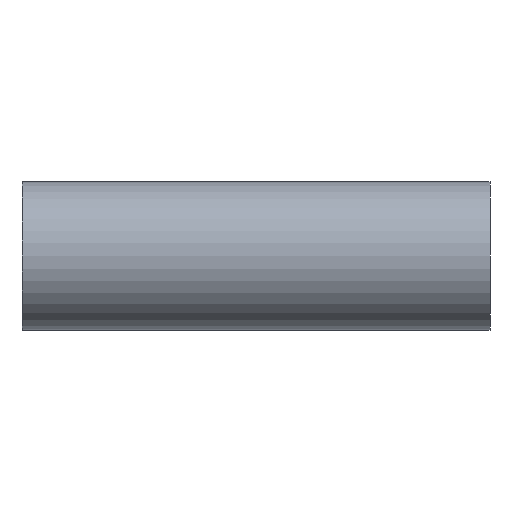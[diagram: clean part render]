
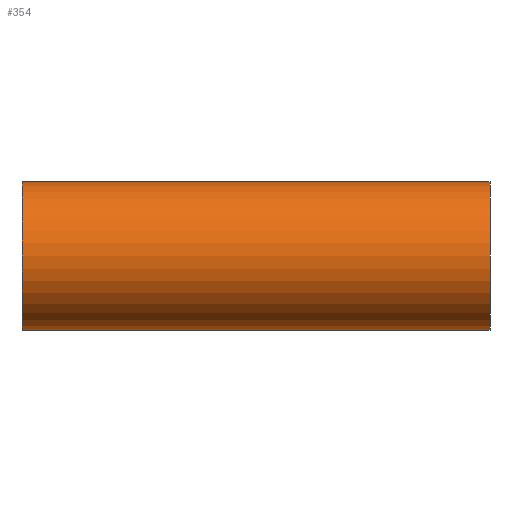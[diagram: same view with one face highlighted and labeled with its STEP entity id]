
A CAD part, left-side view. The second image highlights one B-rep face of the part: STEP entity #354.
In plain terms, the highlighted cylindrical face has radius 100 mm (diameter 200 mm), a partial arc.
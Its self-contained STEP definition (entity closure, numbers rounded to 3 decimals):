
#7 = CARTESIAN_POINT ( 'NONE',  ( 0., 0., -100. ) ) ;
#32 = VERTEX_POINT ( 'NONE', #316 ) ;
#48 = CARTESIAN_POINT ( 'NONE',  ( 0., 0., 100. ) ) ;
#51 = VECTOR ( 'NONE', #108, 1000. ) ;
#54 = DIRECTION ( 'NONE',  ( 0., 1., 0. ) ) ;
#55 = CARTESIAN_POINT ( 'NONE',  ( 0., 200., -100. ) ) ;
#62 = CIRCLE ( 'NONE', #314, 100. ) ;
#67 = ORIENTED_EDGE ( 'NONE', *, *, #373, .T. ) ;
#70 = AXIS2_PLACEMENT_3D ( 'NONE', #419, #198, #205 ) ;
#78 = VECTOR ( 'NONE', #357, 1000. ) ;
#91 = CARTESIAN_POINT ( 'NONE',  ( 0., 200., 100. ) ) ;
#98 = CARTESIAN_POINT ( 'NONE',  ( 0., 630., -100. ) ) ;
#108 = DIRECTION ( 'NONE',  ( 0., -1., 0. ) ) ;
#109 = EDGE_CURVE ( 'NONE', #181, #113, #62, .T. ) ;
#111 = EDGE_CURVE ( 'NONE', #371, #32, #377, .T. ) ;
#113 = VERTEX_POINT ( 'NONE', #48 ) ;
#136 = DIRECTION ( 'NONE',  ( 0., -1., 0. ) ) ;
#176 = VERTEX_POINT ( 'NONE', #91 ) ;
#181 = VERTEX_POINT ( 'NONE', #7 ) ;
#198 = DIRECTION ( 'NONE',  ( 0., 1., 0. ) ) ;
#205 = DIRECTION ( 'NONE',  ( 0., 0., 1. ) ) ;
#213 = LINE ( 'NONE', #261, #51 ) ;
#221 = EDGE_LOOP ( 'NONE', ( #339, #229, #67, #369, #295, #438 ) ) ;
#223 = VERTEX_POINT ( 'NONE', #55 ) ;
#229 = ORIENTED_EDGE ( 'NONE', *, *, #111, .F. ) ;
#231 = DIRECTION ( 'NONE',  ( 0., 0., 1. ) ) ;
#233 = EDGE_CURVE ( 'NONE', #176, #113, #397, .T. ) ;
#236 = EDGE_CURVE ( 'NONE', #32, #176, #364, .T. ) ;
#245 = CYLINDRICAL_SURFACE ( 'NONE', #427, 100. ) ;
#248 = CARTESIAN_POINT ( 'NONE',  ( 0., 630., 100. ) ) ;
#261 = CARTESIAN_POINT ( 'NONE',  ( 0., 630., -100. ) ) ;
#268 = CARTESIAN_POINT ( 'NONE',  ( 0., 0., 0. ) ) ;
#274 = EDGE_CURVE ( 'NONE', #223, #181, #468, .T. ) ;
#284 = DIRECTION ( 'NONE',  ( 0., 0., -1. ) ) ;
#295 = ORIENTED_EDGE ( 'NONE', *, *, #109, .T. ) ;
#314 = AXIS2_PLACEMENT_3D ( 'NONE', #268, #54, #231 ) ;
#316 = CARTESIAN_POINT ( 'NONE',  ( 0., 630., 100. ) ) ;
#339 = ORIENTED_EDGE ( 'NONE', *, *, #236, .F. ) ;
#354 = ADVANCED_FACE ( 'NONE', ( #360 ), #245, .T. ) ;
#357 = DIRECTION ( 'NONE',  ( 0., -1., 0. ) ) ;
#360 = FACE_OUTER_BOUND ( 'NONE', #221, .T. ) ;
#363 = DIRECTION ( 'NONE',  ( 0., -1., 0. ) ) ;
#364 = LINE ( 'NONE', #435, #378 ) ;
#369 = ORIENTED_EDGE ( 'NONE', *, *, #274, .T. ) ;
#371 = VERTEX_POINT ( 'NONE', #98 ) ;
#373 = EDGE_CURVE ( 'NONE', #371, #223, #213, .T. ) ;
#377 = CIRCLE ( 'NONE', #70, 100. ) ;
#378 = VECTOR ( 'NONE', #363, 1000. ) ;
#397 = LINE ( 'NONE', #248, #442 ) ;
#419 = CARTESIAN_POINT ( 'NONE',  ( 0., 630., 0. ) ) ;
#427 = AXIS2_PLACEMENT_3D ( 'NONE', #471, #431, #284 ) ;
#431 = DIRECTION ( 'NONE',  ( 0., -1., 0. ) ) ;
#432 = CARTESIAN_POINT ( 'NONE',  ( 0., 630., -100. ) ) ;
#435 = CARTESIAN_POINT ( 'NONE',  ( 0., 630., 100. ) ) ;
#438 = ORIENTED_EDGE ( 'NONE', *, *, #233, .F. ) ;
#442 = VECTOR ( 'NONE', #136, 1000. ) ;
#468 = LINE ( 'NONE', #432, #78 ) ;
#471 = CARTESIAN_POINT ( 'NONE',  ( 0., 630., 0. ) ) ;
